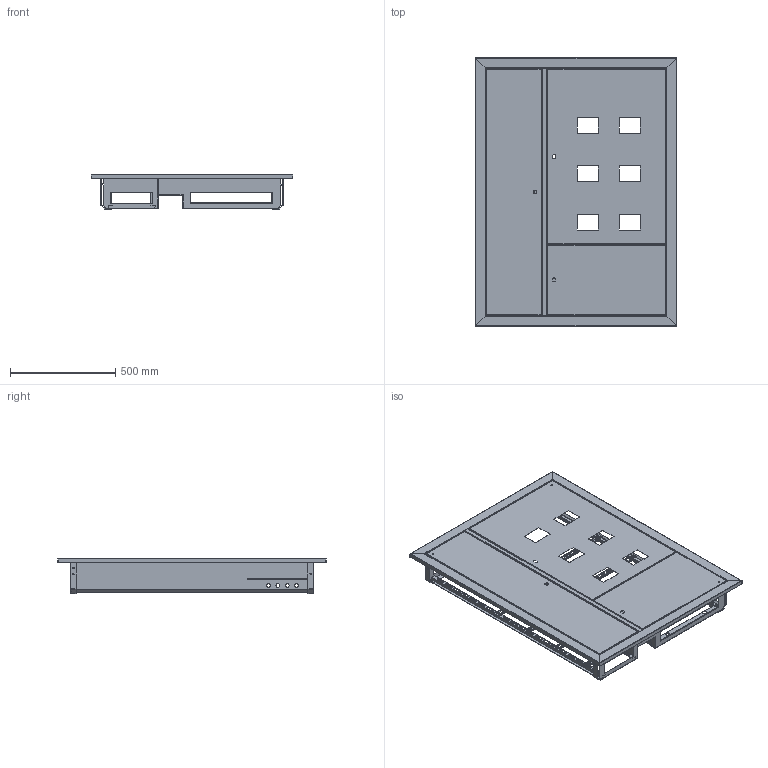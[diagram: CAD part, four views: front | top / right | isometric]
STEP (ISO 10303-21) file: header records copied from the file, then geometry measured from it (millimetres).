
FILE_DESCRIPTION(('STEP AP203'), '1');
FILE_NAME('MKM42-6-1270', '', ('UNSPECIFIED'), ('UNSPECIFIED'), 'C3D Converter', 'C3D Toolkit', '');
FILE_SCHEMA(('CONFIG_CONTROL_DESIGN'));
Length unit declared in the file: millimetre
Products named in the file (22): MKM42-06-1270; дин-рейка+318; Рейка440; Заслонкаа; Уголок под 90_Џｮ гｬｮｫзｭЁо; Рейка240; Уголок_Џｮ гｬｮｫзｭЁо; Перфорация_Џｮ гｬｮｫзｭЁо; Боковина3_Џｮ гｬｮｫзｭЁо; Дверь аб_Џｮ гｬｮｫзｭЁо; Боковина2_Џｮ гｬｮｫзｭЁо; Part2; фффпанель_Џｮ гｬｮｫзｭЁо; Крючок; Верх_Џｮ гｬｮｫзｭЁо; Верх-низ2; Обводная_Џｮ гｬｮｫзｭЁо; Рейка под шину_Џｮ гｬｮｫзｭЁо; Дверь сл; Перегородка; Дверь учетная
Assembly tree (46 placements, depth 2):
  MKM42-06-1270
    дин-рейка+318  x2
    Рейка440  x6
    Заслонкаа
    Уголок под 90_Џｮ гｬｮｫзｭЁо
    Рейка240  x4
    Уголок_Џｮ гｬｮｫзｭЁо  x2
    Перфорация_Џｮ гｬｮｫзｭЁо  x2
    Боковина3_Џｮ гｬｮｫзｭЁо
    Дверь аб_Џｮ гｬｮｫзｭЁо
    Боковина2_Џｮ гｬｮｫзｭЁо
    Part2  x2
    фффпанель_Џｮ гｬｮｫзｭЁо
    Крючок  x4
    Верх_Џｮ гｬｮｫзｭЁо  x2
    Верх-низ2  x2
    Обводная_Џｮ гｬｮｫзｭЁо  x4
    Рейка под шину_Џｮ гｬｮｫзｭЁо
    Дверь сл
    Перегородка
    Дверь учетная
    (unnamed)  x6
Bounding box: 960 x 1275 x 166.6 mm (x, y, z)
Volume: 3069612.8 mm3; surface area: 5266168.1 mm2
Topology: 46 solids, 46 shells, 1770 faces, 4624 edges, 2952 vertices
Faces by surface type: plane 1180, cylinder 544, bspline 40, cone 6
Full cylindrical faces by diameter (mm): 3 x4, 4 x26, 6 x14, 6.5 x4, 7 x6, 17.681 x4, 18 x4
Entity records: 35577 total; most frequent: CARTESIAN_POINT 7480, ORIENTED_EDGE 4234, DIRECTION 4228, EDGE_CURVE 2117, LINE 1600, VECTOR 1600, VERTEX_POINT 1345, AXIS2_PLACEMENT_3D 1314
